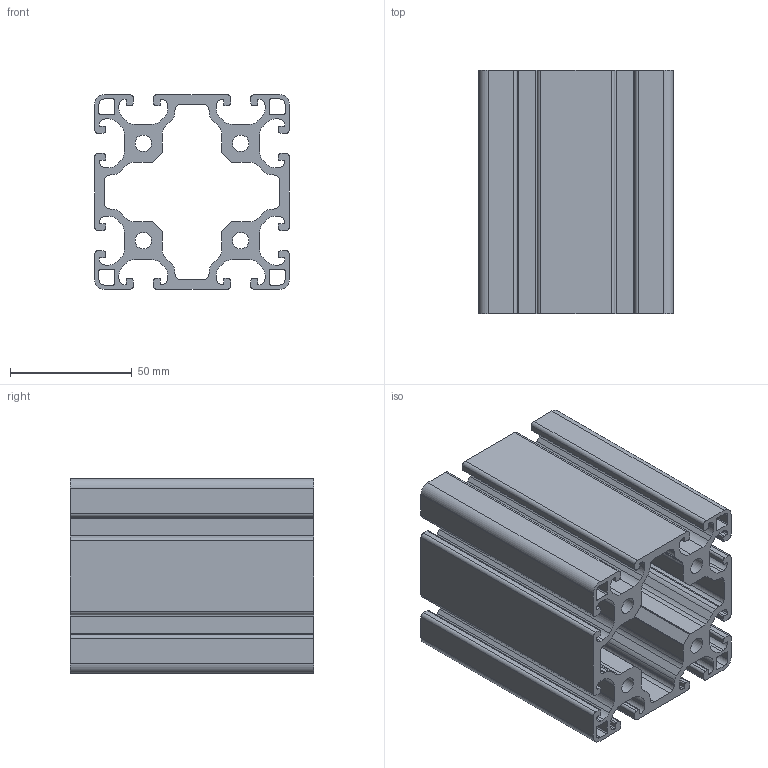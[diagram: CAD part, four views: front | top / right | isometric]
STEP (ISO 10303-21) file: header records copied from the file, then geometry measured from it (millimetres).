
FILE_DESCRIPTION(/* description */ ('PROFIL 80x80 lehký'),/* implementation_level */ '2;1');
FILE_NAME(/* name */ '178080L.stp',/* time_stamp */ '2025-04-15T09:02:16+02:00',/* author */ ('Coufal'),/* organization */ ('Alutec K&K'),/* preprocessor_version */ 'ST-DEVELOPER v20',/* originating_system */ 'Autodesk Inventor 2024',/* authorisation */ '');
FILE_SCHEMA (('AUTOMOTIVE_DESIGN { 1 0 10303 214 3 1 1 }'));
Length unit declared in the file: millimetre
Products named in the file (1): 178080L
Bounding box: 80 x 100 x 80 mm (x, y, z)
Volume: 198661.8 mm3; surface area: 115277.9 mm2
Topology: 1 solids, 1 shells, 366 faces, 1092 edges, 728 vertices
Faces by surface type: cylinder 200, plane 166
Full cylindrical faces by diameter (mm): 6.8 x4
Entity records: 12524 total; most frequent: DIRECTION 2226, CARTESIAN_POINT 2187, ORIENTED_EDGE 2184, EDGE_CURVE 1092, AXIS2_PLACEMENT_3D 767, VERTEX_POINT 728, LINE 692, VECTOR 692
